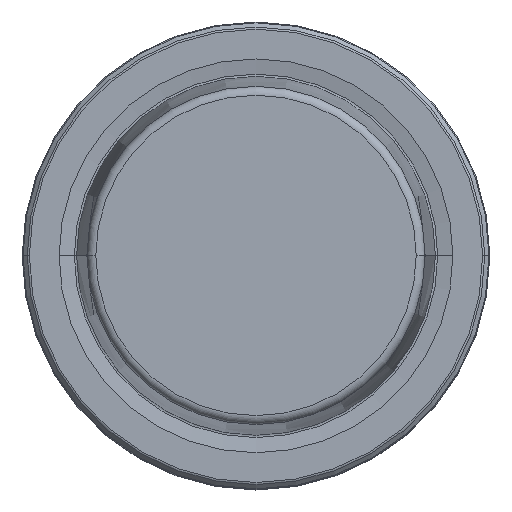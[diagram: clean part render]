
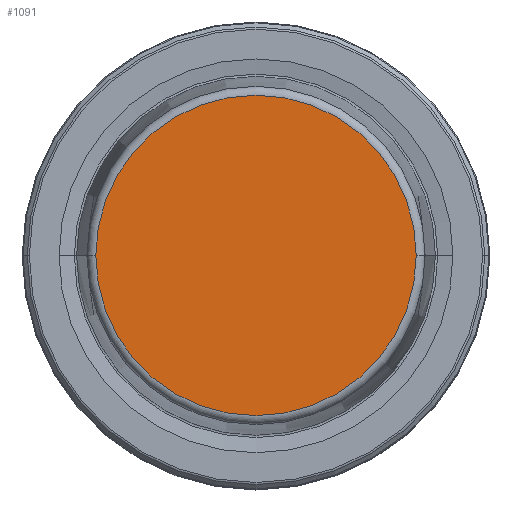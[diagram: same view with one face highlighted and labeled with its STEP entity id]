
A CAD part, top view. The second image highlights one B-rep face of the part: STEP entity #1091.
In plain terms, the highlighted planar face has unit normal (0, 0, 1).
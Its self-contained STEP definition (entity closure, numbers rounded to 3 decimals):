
#12 = CIRCLE ( 'NONE', #2050, 21.581 ) ;
#77 = DIRECTION ( 'NONE',  ( 0., 0., 1. ) ) ;
#225 = EDGE_LOOP ( 'NONE', ( #2418, #1942 ) ) ;
#495 = DIRECTION ( 'NONE',  ( 0., 0., 1. ) ) ;
#543 = CARTESIAN_POINT ( 'NONE',  ( -21.581, 0., 31.9 ) ) ;
#963 = CIRCLE ( 'NONE', #2695, 21.581 ) ;
#1054 = CARTESIAN_POINT ( 'NONE',  ( 21.581, 0., 31.9 ) ) ;
#1091 = ADVANCED_FACE ( 'NONE', ( #1122 ), #2223, .F. ) ;
#1122 = FACE_OUTER_BOUND ( 'NONE', #225, .T. ) ;
#1380 = CARTESIAN_POINT ( 'NONE',  ( 0., 0., 31.9 ) ) ;
#1534 = VERTEX_POINT ( 'NONE', #543 ) ;
#1566 = CARTESIAN_POINT ( 'NONE',  ( 0., 0., 31.9 ) ) ;
#1599 = DIRECTION ( 'NONE',  ( 1., 0., 0. ) ) ;
#1806 = CARTESIAN_POINT ( 'NONE',  ( 0., 0., 31.9 ) ) ;
#1915 = EDGE_CURVE ( 'NONE', #1534, #2370, #963, .T. ) ;
#1942 = ORIENTED_EDGE ( 'NONE', *, *, #1915, .T. ) ;
#1945 = DIRECTION ( 'NONE',  ( -1., 0., 0. ) ) ;
#2027 = DIRECTION ( 'NONE',  ( 1., 0., 0. ) ) ;
#2050 = AXIS2_PLACEMENT_3D ( 'NONE', #1380, #77, #1599 ) ;
#2078 = EDGE_CURVE ( 'NONE', #2370, #1534, #12, .T. ) ;
#2124 = AXIS2_PLACEMENT_3D ( 'NONE', #1566, #2439, #1945 ) ;
#2223 = PLANE ( 'NONE',  #2124 ) ;
#2370 = VERTEX_POINT ( 'NONE', #1054 ) ;
#2418 = ORIENTED_EDGE ( 'NONE', *, *, #2078, .T. ) ;
#2439 = DIRECTION ( 'NONE',  ( 0., 0., -1. ) ) ;
#2695 = AXIS2_PLACEMENT_3D ( 'NONE', #1806, #495, #2027 ) ;
